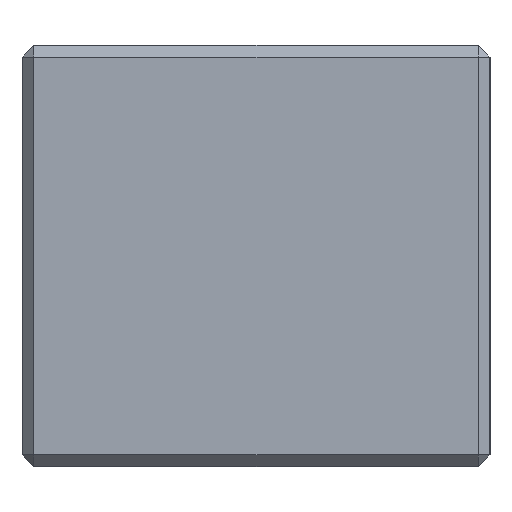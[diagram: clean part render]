
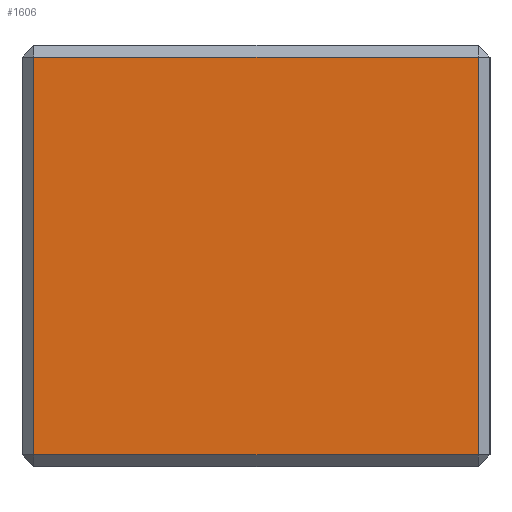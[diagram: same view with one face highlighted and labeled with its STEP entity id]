
A CAD part, left-side view. The second image highlights one B-rep face of the part: STEP entity #1606.
In plain terms, the highlighted planar face has unit normal (-1, 0, 0).
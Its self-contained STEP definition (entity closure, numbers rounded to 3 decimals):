
#66=PLANE('',#1715);
#155=FACE_OUTER_BOUND('',#250,.T.);
#250=EDGE_LOOP('',(#1380,#1381,#1382,#1383));
#462=LINE('',#2518,#682);
#464=LINE('',#2521,#684);
#465=LINE('',#2524,#685);
#468=LINE('',#2529,#688);
#682=VECTOR('',#2010,10.);
#684=VECTOR('',#2014,10.);
#685=VECTOR('',#2019,10.);
#688=VECTOR('',#2026,10.);
#869=VERTEX_POINT('',#2481);
#872=VERTEX_POINT('',#2493);
#875=VERTEX_POINT('',#2505);
#877=VERTEX_POINT('',#2511);
#1054=EDGE_CURVE('',#875,#877,#462,.T.);
#1056=EDGE_CURVE('',#877,#872,#464,.T.);
#1057=EDGE_CURVE('',#869,#875,#465,.T.);
#1060=EDGE_CURVE('',#872,#869,#468,.T.);
#1380=ORIENTED_EDGE('',*,*,#1054,.F.);
#1381=ORIENTED_EDGE('',*,*,#1057,.F.);
#1382=ORIENTED_EDGE('',*,*,#1060,.F.);
#1383=ORIENTED_EDGE('',*,*,#1056,.F.);
#1606=ADVANCED_FACE('',(#155),#66,.T.);
#1715=AXIS2_PLACEMENT_3D('',#2539,#2042,#2043);
#2010=DIRECTION('',(0.,0.,-1.));
#2014=DIRECTION('',(0.,1.,0.));
#2019=DIRECTION('',(0.,-1.,0.));
#2026=DIRECTION('',(0.,0.,1.));
#2042=DIRECTION('center_axis',(-1.,0.,0.));
#2043=DIRECTION('ref_axis',(0.,0.,1.));
#2481=CARTESIAN_POINT('',(-20.5,19.5,17.5));
#2493=CARTESIAN_POINT('',(-20.5,19.5,0.5));
#2505=CARTESIAN_POINT('',(-20.5,0.5,17.5));
#2511=CARTESIAN_POINT('',(-20.5,0.5,0.5));
#2518=CARTESIAN_POINT('',(-20.5,0.5,4.5));
#2521=CARTESIAN_POINT('',(-20.5,0.,0.5));
#2524=CARTESIAN_POINT('',(-20.5,0.,17.5));
#2529=CARTESIAN_POINT('',(-20.5,19.5,4.5));
#2539=CARTESIAN_POINT('Origin',(-20.5,0.,0.));
